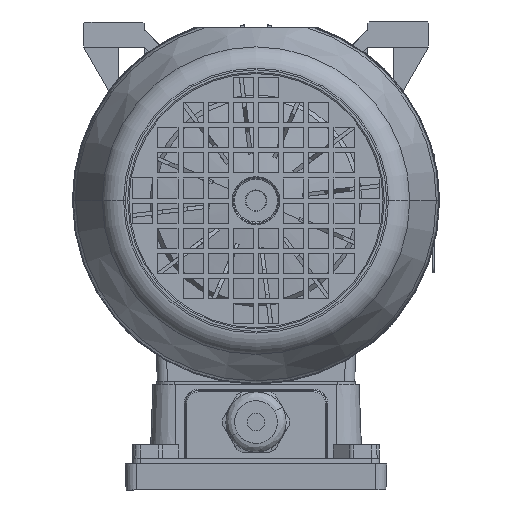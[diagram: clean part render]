
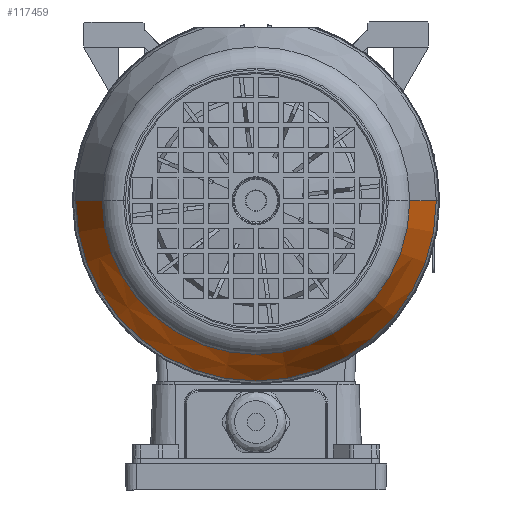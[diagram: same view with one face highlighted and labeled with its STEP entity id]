
A CAD part, left-side view. The second image highlights one B-rep face of the part: STEP entity #117459.
In plain terms, the highlighted conical face has half-angle 23.629 degrees and reference radius 58.5 mm.
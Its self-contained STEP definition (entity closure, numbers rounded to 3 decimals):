
#4608 = CARTESIAN_POINT ( 'NONE',  ( 70., 0., 0. ) ) ;
#4634 = CARTESIAN_POINT ( 'NONE',  ( 39.916, 0., 71.662 ) ) ;
#5942 = CARTESIAN_POINT ( 'NONE',  ( 64.008, 0., 61.121 ) ) ;
#6542 = CARTESIAN_POINT ( 'NONE',  ( 39.916, 0., 0. ) ) ;
#10919 = VERTEX_POINT ( 'NONE', #5942 ) ;
#11145 = EDGE_LOOP ( 'NONE', ( #27574, #65452, #117199, #26054 ) ) ;
#13998 = CIRCLE ( 'NONE', #103671, 71.662 ) ;
#17860 = DIRECTION ( 'NONE',  ( 1., 0., 0. ) ) ;
#21044 = VECTOR ( 'NONE', #69918, 1000. ) ;
#22759 = LINE ( 'NONE', #116035, #21044 ) ;
#25779 = CARTESIAN_POINT ( 'NONE',  ( 64.008, 0., -61.121 ) ) ;
#26054 = ORIENTED_EDGE ( 'NONE', *, *, #96753, .F. ) ;
#27574 = ORIENTED_EDGE ( 'NONE', *, *, #55443, .T. ) ;
#27616 = LINE ( 'NONE', #102744, #84249 ) ;
#31486 = DIRECTION ( 'NONE',  ( -1., 0., 0. ) ) ;
#41694 = AXIS2_PLACEMENT_3D ( 'NONE', #4608, #31486, #85311 ) ;
#43527 = DIRECTION ( 'NONE',  ( 0., 0., -1. ) ) ;
#46936 = CARTESIAN_POINT ( 'NONE',  ( 39.916, 0., -71.662 ) ) ;
#55117 = EDGE_CURVE ( 'NONE', #86713, #100046, #13998, .T. ) ;
#55443 = EDGE_CURVE ( 'NONE', #10919, #74698, #111470, .T. ) ;
#65452 = ORIENTED_EDGE ( 'NONE', *, *, #107223, .T. ) ;
#69918 = DIRECTION ( 'NONE',  ( -0.916, 0., -0.401 ) ) ;
#74698 = VERTEX_POINT ( 'NONE', #25779 ) ;
#79849 = DIRECTION ( 'NONE',  ( -1., 0., 0. ) ) ;
#81868 = CONICAL_SURFACE ( 'NONE', #41694, 58.5, 0.412 ) ;
#84249 = VECTOR ( 'NONE', #94372, 1000. ) ;
#85311 = DIRECTION ( 'NONE',  ( 0., 0., 1. ) ) ;
#85892 = FACE_OUTER_BOUND ( 'NONE', #11145, .T. ) ;
#86713 = VERTEX_POINT ( 'NONE', #46936 ) ;
#87057 = CARTESIAN_POINT ( 'NONE',  ( 64.008, 0., 0. ) ) ;
#89450 = DIRECTION ( 'NONE',  ( 0., 0., -1. ) ) ;
#94372 = DIRECTION ( 'NONE',  ( -0.916, 0., 0.401 ) ) ;
#96753 = EDGE_CURVE ( 'NONE', #10919, #100046, #27616, .T. ) ;
#100046 = VERTEX_POINT ( 'NONE', #4634 ) ;
#101887 = AXIS2_PLACEMENT_3D ( 'NONE', #87057, #79849, #89450 ) ;
#102744 = CARTESIAN_POINT ( 'NONE',  ( 70., 0., 58.5 ) ) ;
#103671 = AXIS2_PLACEMENT_3D ( 'NONE', #6542, #17860, #43527 ) ;
#107223 = EDGE_CURVE ( 'NONE', #74698, #86713, #22759, .T. ) ;
#111470 = CIRCLE ( 'NONE', #101887, 61.121 ) ;
#116035 = CARTESIAN_POINT ( 'NONE',  ( 70., 0., -58.5 ) ) ;
#117199 = ORIENTED_EDGE ( 'NONE', *, *, #55117, .T. ) ;
#117459 = ADVANCED_FACE ( 'NONE', ( #85892 ), #81868, .T. ) ;
